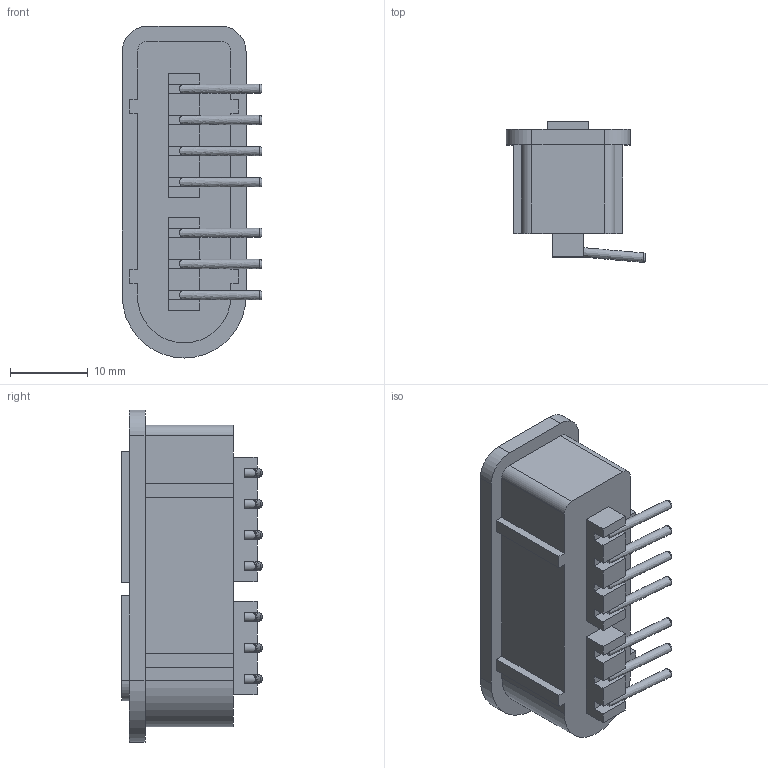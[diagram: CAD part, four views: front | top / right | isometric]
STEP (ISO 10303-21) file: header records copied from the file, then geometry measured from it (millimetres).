
FILE_DESCRIPTION(/* description */ ('Unknown'),/* implementation_level */ '2;1');
FILE_NAME(/* name */ 'SNES_RA',/* time_stamp */ '2024-11-20T20:38:58+01:00',/* author */ ('Unknown'),/* organization */ ('Unknown'),/* preprocessor_version */ 'ST-DEVELOPER v19.4',/* originating_system */ 'Solid Edge',/* authorisation */ 'Unknown');
FILE_SCHEMA (('TECHNICAL_DATA_PACKAGING','AUTOMOTIVE_DESIGN {1 0 10303 214 3 1 1}'));
Length unit declared in the file: millimetre
Products named in the file (2): SNES_RA; (Unsaved)
Assembly tree (1 placements, depth 2):
  SNES_RA
    (Unsaved)
Bounding box: 17.92 x 18.07 x 42.65 mm (x, y, z)
Volume: 4262.8 mm3; surface area: 6389 mm2
Topology: 1 solids, 1 shells, 170 faces, 444 edges, 296 vertices
Faces by surface type: plane 118, cylinder 31, bspline 14, torus 7
Full cylindrical faces by diameter (mm): 1.2 x14, 3.8 x7
Entity records: 7166 total; most frequent: CARTESIAN_POINT 1724, ORIENTED_EDGE 888, DIRECTION 843, EDGE_CURVE 444, LINE 305, VECTOR 305, VERTEX_POINT 296, AXIS2_PLACEMENT_3D 269
